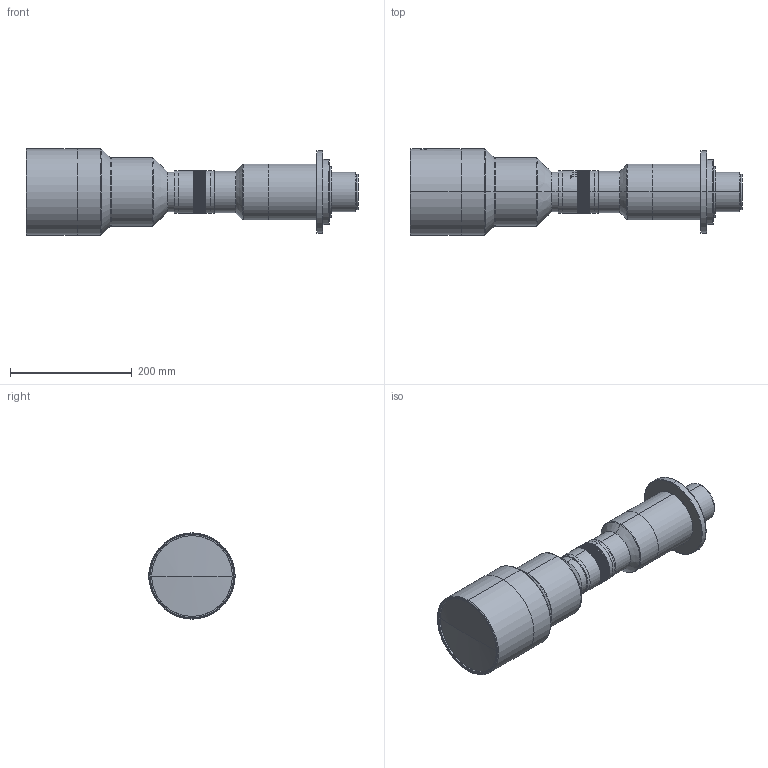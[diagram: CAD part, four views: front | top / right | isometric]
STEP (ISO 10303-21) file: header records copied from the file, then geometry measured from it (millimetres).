
FILE_DESCRIPTION (( 'STEP AP203' ), '1' );
FILE_NAME ('S5LPJ1556_M58_01.STEP', '2022-03-02T06:50:01', ( '' ), ( '' ), 'SwSTEP 2.0', 'SolidWorks 2021', '' );
FILE_SCHEMA (( 'CONFIG_CONTROL_DESIGN' ));
Length unit declared in the file: millimetre
Products named in the file (21): 212817; 277419; S5LPJ1556_M58_01; 158924; 130608; 212815; S5LDX1555; 158909_Gravur_S5LPJ1555_212; 158927; 277423_R„ndel; 277421; 345702; 158919; 158911; S5LDX1560; DIN 913 - M3 x 4-N_DIN 913 - M3 x 4-N; DIN 912 M4 x 16 --- 16N_DIN 912 M4 x 16 --- 16N; 158915; DIN 913 - M3 x 6-N_DIN 913 - M3 x 6-N; 556622; 158914
Assembly tree (21 placements, depth 2):
  S5LPJ1556_M58_01
    S5LDX1560
    S5LDX1555
    158909_Gravur_S5LPJ1555_212
    158911
    158914
    158915
    158919
    158924
    158927
    212815
    212817
    277419
    277421  x2
    556622
    277423_R„ndel
    345702
    DIN 912 M4 x 16 --- 16N_DIN 912 M4 x 16 --- 16N
    DIN 913 - M3 x 6-N_DIN 913 - M3 x 6-N
    DIN 913 - M3 x 4-N_DIN 913 - M3 x 4-N
    130608
Bounding box: 546.51 x 142 x 142 mm (x, y, z)
Volume: 1865481.6 mm3; surface area: 520273.9 mm2
Topology: 21 solids, 21 shells, 1336 faces, 3953 edges, 2780 vertices
Faces by surface type: plane 583, cylinder 541, torus 106, cone 98, sphere 8
Entity records: 55197 total; most frequent: CARTESIAN_POINT 16434, ORIENTED_EDGE 7862, DIRECTION 7528, EDGE_CURVE 3931, VERTEX_POINT 2768, AXIS2_PLACEMENT_3D 2712, VECTOR 2104, LINE 2104
